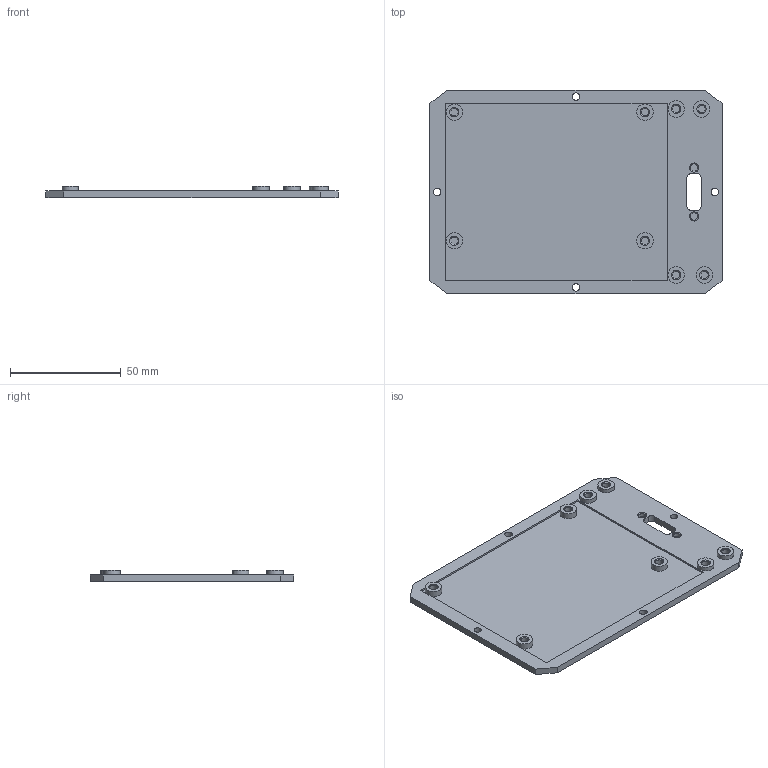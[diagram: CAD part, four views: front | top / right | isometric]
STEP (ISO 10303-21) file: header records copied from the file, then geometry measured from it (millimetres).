
FILE_DESCRIPTION(('FreeCAD Model'),'2;1');
FILE_NAME('vics_bottom.step', '2021-03-13T16:22:52',('Author'),(''), 'Open CASCADE STEP processor 7.3','FreeCAD','Unknown');
FILE_SCHEMA(('AUTOMOTIVE_DESIGN { 1 0 10303 214 1 1 1 1 }'));
Length unit declared in the file: millimetre
Products named in the file (1): Body
Bounding box: 131.8 x 92 x 5 mm (x, y, z)
Volume: 29754.4 mm3; surface area: 26416.4 mm2
Topology: 1 solids, 1 shells, 77 faces, 154 edges, 98 vertices
Faces by surface type: plane 37, cylinder 26, cone 14
Full cylindrical faces by diameter (mm): 3.4 x14, 7.4 x8
Entity records: 4081 total; most frequent: CARTESIAN_POINT 710, DIRECTION 672, LINE 344, VECTOR 344, ORIENTED_EDGE 308, PCURVE 308, DEFINITIONAL_REPRESENTATION 308, EDGE_CURVE 154
